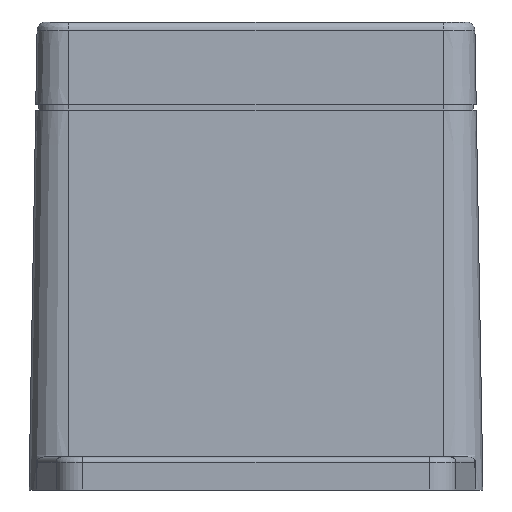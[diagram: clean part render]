
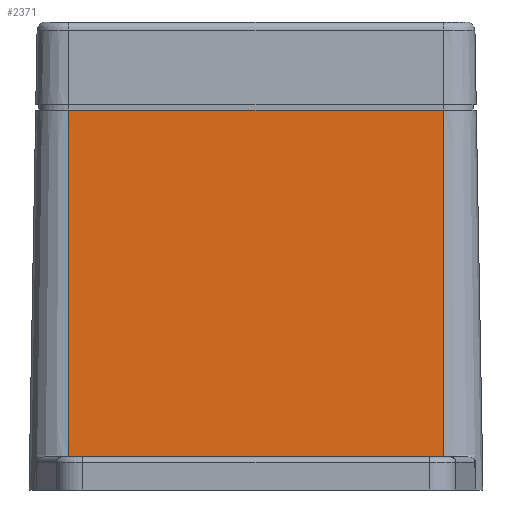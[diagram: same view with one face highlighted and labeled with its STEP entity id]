
A CAD part, front view. The second image highlights one B-rep face of the part: STEP entity #2371.
In plain terms, the highlighted planar face has unit normal (0, -1, 0.018).
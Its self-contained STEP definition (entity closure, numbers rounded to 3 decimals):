
#1276 = VERTEX_POINT ( 'NONE', #8631 ) ;
#1277 = VERTEX_POINT ( 'NONE', #8632 ) ;
#1278 = VERTEX_POINT ( 'NONE', #8633 ) ;
#1279 = VERTEX_POINT ( 'NONE', #8634 ) ;
#1668 = EDGE_LOOP ( 'NONE', ( #2162, #2164, #2163, #2165 ) ) ;
#2162 = ORIENTED_EDGE ( 'NONE', *, *, #2424, .F. ) ;
#2163 = ORIENTED_EDGE ( 'NONE', *, *, #2425, .F. ) ;
#2164 = ORIENTED_EDGE ( 'NONE', *, *, #2423, .T. ) ;
#2165 = ORIENTED_EDGE ( 'NONE', *, *, #2426, .F. ) ;
#2371 = ADVANCED_FACE ( 'NONE', ( #7476 ), #8935, .T. ) ;
#2423 = EDGE_CURVE ( 'NONE', #1276, #1278, #9126, .T. ) ;
#2424 = EDGE_CURVE ( 'NONE', #1276, #1277, #9129, .T. ) ;
#2425 = EDGE_CURVE ( 'NONE', #1279, #1278, #9132, .T. ) ;
#2426 = EDGE_CURVE ( 'NONE', #1277, #1279, #9135, .T. ) ;
#7476 = FACE_OUTER_BOUND ( 'NONE', #1668, .T. ) ;
#7491 = AXIS2_PLACEMENT_3D ( 'NONE', #8936, #8937, #8938 ) ;
#7622 = VECTOR ( 'NONE', #9128, 1000. ) ;
#7623 = VECTOR ( 'NONE', #9131, 1000. ) ;
#7624 = VECTOR ( 'NONE', #9134, 1000. ) ;
#7626 = VECTOR ( 'NONE', #9137, 1000. ) ;
#8631 = CARTESIAN_POINT ( 'NONE',  ( 646.603, -371.934, -26.7 ) ) ;
#8632 = CARTESIAN_POINT ( 'NONE',  ( 578.603, -371.934, -26.7 ) ) ;
#8633 = CARTESIAN_POINT ( 'NONE',  ( 646.603, -370.835, 36.3 ) ) ;
#8634 = CARTESIAN_POINT ( 'NONE',  ( 578.603, -370.835, 36.3 ) ) ;
#8935 = PLANE ( 'NONE',  #7491 ) ;
#8936 = CARTESIAN_POINT ( 'NONE',  ( 612.603, -370.817, 37.3 ) ) ;
#8937 = DIRECTION ( 'NONE',  ( 0., -1., 0.017 ) ) ;
#8938 = DIRECTION ( 'NONE',  ( 0., -0.017, -1. ) ) ;
#9126 = LINE ( 'NONE', #9127, #7622 ) ;
#9127 = CARTESIAN_POINT ( 'NONE',  ( 646.603, -370.817, 37.3 ) ) ;
#9128 = DIRECTION ( 'NONE',  ( 0., 0.017, 1. ) ) ;
#9129 = LINE ( 'NONE', #9130, #7623 ) ;
#9130 = CARTESIAN_POINT ( 'NONE',  ( 612.603, -371.934, -26.7 ) ) ;
#9131 = DIRECTION ( 'NONE',  ( -1., 0., 0. ) ) ;
#9132 = LINE ( 'NONE', #9133, #7624 ) ;
#9133 = CARTESIAN_POINT ( 'NONE',  ( 612.603, -370.835, 36.3 ) ) ;
#9134 = DIRECTION ( 'NONE',  ( 1., 0., 0. ) ) ;
#9135 = LINE ( 'NONE', #9136, #7626 ) ;
#9136 = CARTESIAN_POINT ( 'NONE',  ( 578.603, -370.817, 37.3 ) ) ;
#9137 = DIRECTION ( 'NONE',  ( 0., 0.017, 1. ) ) ;
